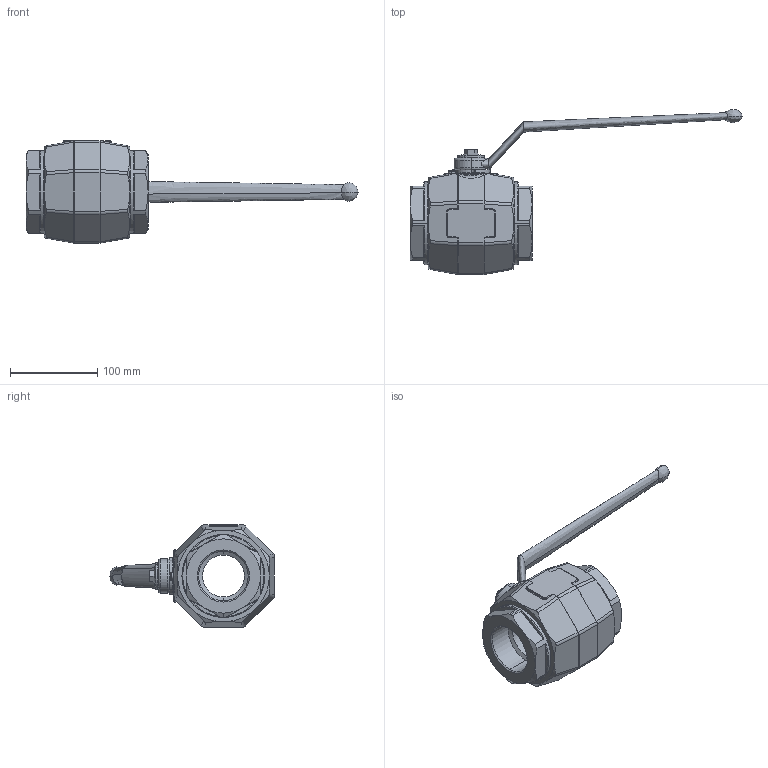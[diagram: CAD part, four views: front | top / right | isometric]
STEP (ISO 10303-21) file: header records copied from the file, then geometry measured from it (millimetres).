
FILE_DESCRIPTION (( 'STEP AP214' ), '1' );
FILE_NAME ('GB1GGT8.STEP', '2018-03-14T16:03:57', ( '' ), ( '' ), 'SwSTEP 2.0', 'SolidWorks 2014', '' );
FILE_SCHEMA (( 'AUTOMOTIVE_DESIGN' ));
Length unit declared in the file: millimetre
Products named in the file (1): GB1GGT8
Bounding box: 380.32 x 189 x 117 mm (x, y, z)
Surface area: 101092.4 mm2 (no closed solid volume)
Topology: 0 solids, 11 shells, 281 faces, 812 edges, 514 vertices
Faces by surface type: cylinder 85, plane 69, cone 63, bspline 37, torus 27
Entity records: 14274 total; most frequent: CARTESIAN_POINT 4584, ORIENTED_EDGE 1400, DIRECTION 1279, EDGE_CURVE 808, AXIS2_PLACEMENT_3D 522, VERTEX_POINT 514, EDGE_LOOP 290, UNCERTAINTY_MEASURE_WITH_UNIT 283
